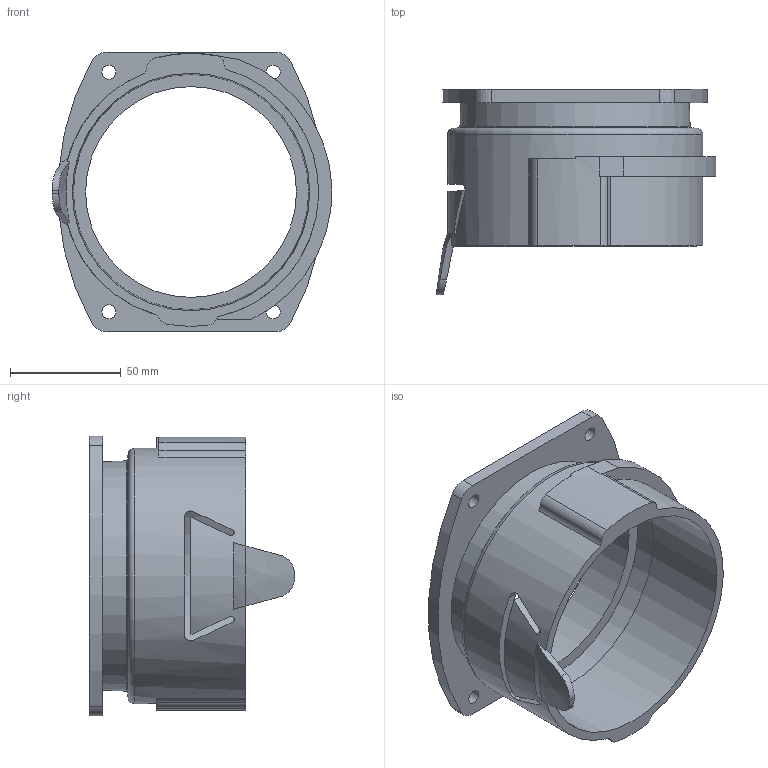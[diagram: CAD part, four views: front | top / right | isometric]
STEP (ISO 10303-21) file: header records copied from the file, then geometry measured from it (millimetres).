
FILE_DESCRIPTION( ( 'STEP AP203' ), '1' );
FILE_NAME( 'FLEXA Multi-GFP 5032.206.095.stp', '2020-03-26T08:54:12', ( 'License CC BY-ND 4.0' ), ( 'CADENAS' ), ' ', 'PARTsolutions', ' ' );
FILE_SCHEMA( ( 'CONFIG_CONTROL_DESIGN' ) );
Length unit declared in the file: millimetre
Products named in the file (1): _FLEXA Multi-GFP 5032.206.095
Bounding box: 126.03 x 92.5 x 126 mm (x, y, z)
Volume: 152243.4 mm3; surface area: 69298.1 mm2
Topology: 1 solids, 1 shells, 60 faces, 163 edges, 107 vertices
Faces by surface type: cylinder 29, plane 23, cone 6, torus 2
Full cylindrical faces by diameter (mm): 6.3 x4, 95 x1, 107 x1, 115 x1
Entity records: 2136 total; most frequent: CARTESIAN_POINT 553, DIRECTION 340, ORIENTED_EDGE 300, EDGE_CURVE 150, AXIS2_PLACEMENT_3D 143, VERTEX_POINT 106, EDGE_LOOP 86, FACE_OUTER_BOUND 69
